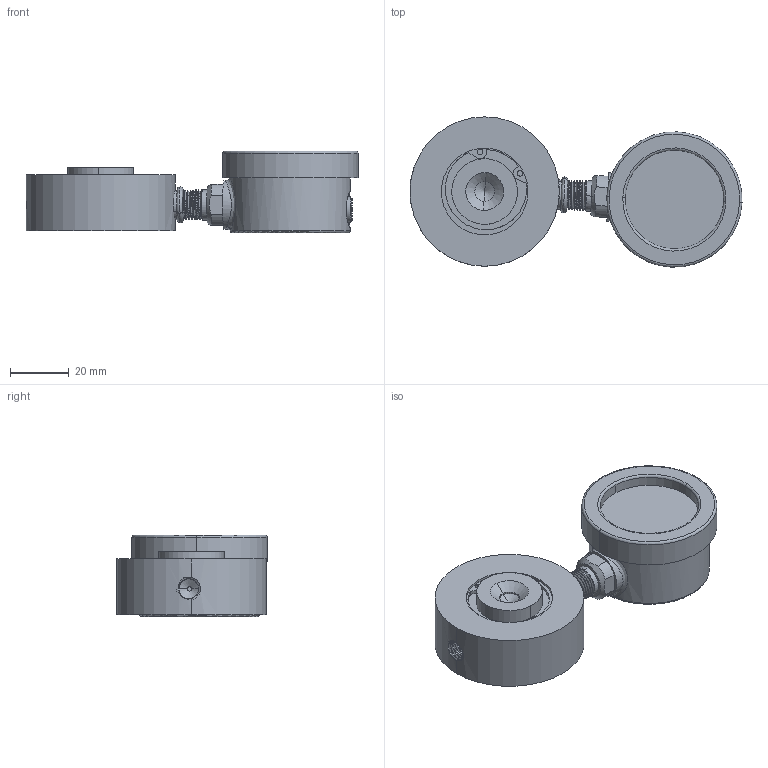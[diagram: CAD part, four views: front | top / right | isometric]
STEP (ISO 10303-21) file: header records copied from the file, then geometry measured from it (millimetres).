
FILE_DESCRIPTION (( 'STEP AP203' ), '1' );
FILE_NAME ('FP-1K-ASSEMBLY(WEB).STEP', '2022-11-02T14:11:05', ( '' ), ( '' ), 'SwSTEP 2.0', 'SolidWorks 2018', '' );
FILE_SCHEMA (( 'CONFIG_CONTROL_DESIGN' ));
Length unit declared in the file: millimetre
Products named in the file (1): FP-1K-ASSEMBLY(WEB)
Bounding box: 112.92 x 51.13 x 27.81 mm (x, y, z)
Volume: 75250 mm3; surface area: 19935.7 mm2
Topology: 2 solids, 2 shells, 187 faces, 487 edges, 307 vertices
Faces by surface type: cylinder 72, plane 47, cone 39, bspline 23, torus 6
Entity records: 16196 total; most frequent: CARTESIAN_POINT 11777, ORIENTED_EDGE 970, DIRECTION 858, EDGE_CURVE 485, AXIS2_PLACEMENT_3D 361, VERTEX_POINT 307, EDGE_LOOP 202, CIRCLE 196
